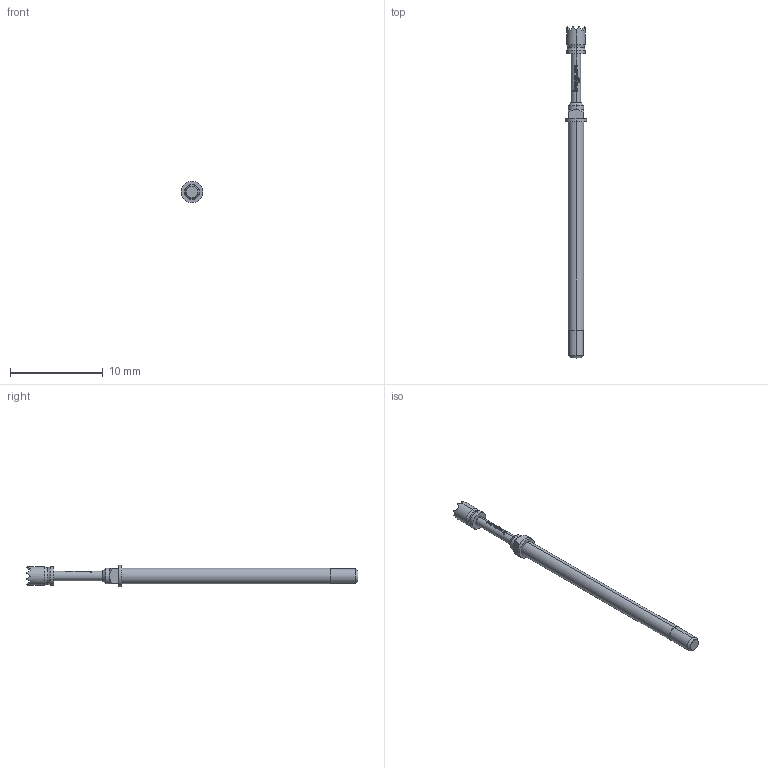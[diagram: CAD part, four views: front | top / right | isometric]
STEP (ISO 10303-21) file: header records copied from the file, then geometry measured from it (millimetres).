
FILE_DESCRIPTION (( 'STEP AP203' ), '1' );
FILE_NAME ('INGUN_BCP-118_306_200_A_xx02_M.STEP', '2024-04-02T10:08:39', ( '' ), ( '' ), 'SwSTEP 2.0', 'SolidWorks 2021', '' );
FILE_SCHEMA (( 'CONFIG_CONTROL_DESIGN' ));
Length unit declared in the file: millimetre
Products named in the file (1): INGUN_BCP-118_306_200_A_xx02_M
Bounding box: 2.3 x 35.8 x 2.3 mm (x, y, z)
Volume: 71.8 mm3; surface area: 192 mm2
Topology: 1 solids, 1 shells, 167 faces, 405 edges, 245 vertices
Faces by surface type: plane 109, cylinder 24, bspline 22, cone 8, torus 4
Entity records: 5146 total; most frequent: CARTESIAN_POINT 1454, ORIENTED_EDGE 810, DIRECTION 675, EDGE_CURVE 405, AXIS2_PLACEMENT_3D 250, VERTEX_POINT 245, LINE 175, VECTOR 175
